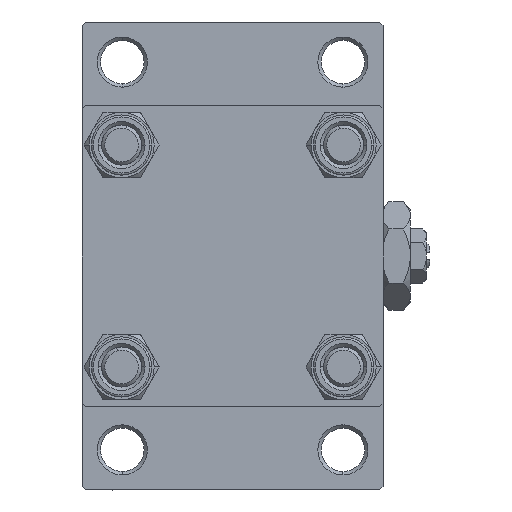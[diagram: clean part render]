
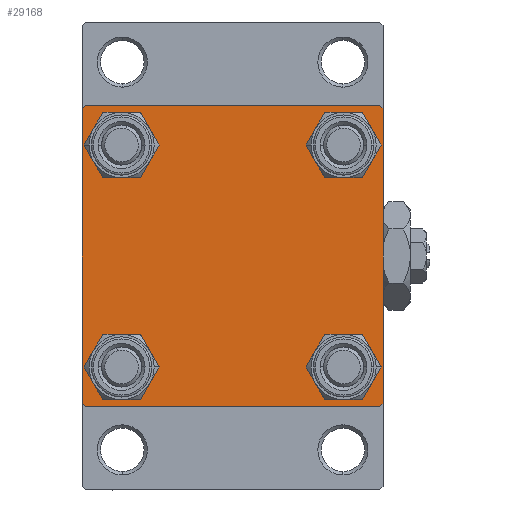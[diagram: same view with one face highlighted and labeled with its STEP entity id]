
A CAD part, left-side view. The second image highlights one B-rep face of the part: STEP entity #29168.
In plain terms, the highlighted planar face has unit normal (-1, 0, 0).
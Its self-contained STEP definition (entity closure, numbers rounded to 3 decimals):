
#198 = CIRCLE ( 'NONE', #12995, 3.5 ) ;
#625 = EDGE_LOOP ( 'NONE', ( #48545, #34721 ) ) ;
#959 = CARTESIAN_POINT ( 'NONE',  ( 0., -16.6, -20.1 ) ) ;
#1684 = EDGE_CURVE ( 'NONE', #26150, #5280, #2191, .T. ) ;
#2037 = CARTESIAN_POINT ( 'NONE',  ( 0., -22.25, 22.25 ) ) ;
#2191 = CIRCLE ( 'NONE', #40616, 3.5 ) ;
#2241 = CARTESIAN_POINT ( 'NONE',  ( 0., 16.6, 13.1 ) ) ;
#2519 = CARTESIAN_POINT ( 'NONE',  ( 0., 16.6, -16.6 ) ) ;
#2572 = EDGE_CURVE ( 'NONE', #3956, #41202, #2960, .T. ) ;
#2605 = EDGE_LOOP ( 'NONE', ( #11917, #9353 ) ) ;
#2666 = DIRECTION ( 'NONE',  ( 0., 0., -1. ) ) ;
#2960 = LINE ( 'NONE', #29512, #39845 ) ;
#3101 = CIRCLE ( 'NONE', #23886, 3.5 ) ;
#3765 = FACE_BOUND ( 'NONE', #2605, .T. ) ;
#3956 = VERTEX_POINT ( 'NONE', #44935 ) ;
#4262 = DIRECTION ( 'NONE',  ( 1., 0., 0. ) ) ;
#5041 = AXIS2_PLACEMENT_3D ( 'NONE', #31067, #4262, #8275 ) ;
#5205 = CIRCLE ( 'NONE', #12414, 3.5 ) ;
#5280 = VERTEX_POINT ( 'NONE', #2241 ) ;
#5345 = VECTOR ( 'NONE', #13141, 1000. ) ;
#5799 = LINE ( 'NONE', #2037, #6469 ) ;
#6469 = VECTOR ( 'NONE', #48636, 1000. ) ;
#6612 = EDGE_CURVE ( 'NONE', #27314, #28514, #13187, .T. ) ;
#8275 = DIRECTION ( 'NONE',  ( 0., 0., 1. ) ) ;
#9353 = ORIENTED_EDGE ( 'NONE', *, *, #40230, .T. ) ;
#10576 = CARTESIAN_POINT ( 'NONE',  ( 0., 16.6, -20.1 ) ) ;
#10713 = CIRCLE ( 'NONE', #30711, 3.5 ) ;
#11302 = FACE_OUTER_BOUND ( 'NONE', #15515, .T. ) ;
#11738 = CIRCLE ( 'NONE', #27719, 3.5 ) ;
#11917 = ORIENTED_EDGE ( 'NONE', *, *, #1684, .T. ) ;
#12414 = AXIS2_PLACEMENT_3D ( 'NONE', #27341, #44327, #46645 ) ;
#12569 = CARTESIAN_POINT ( 'NONE',  ( 0., 22.5, 22.5 ) ) ;
#12585 = EDGE_CURVE ( 'NONE', #24473, #27314, #25054, .T. ) ;
#12824 = DIRECTION ( 'NONE',  ( 0., 0.707, -0.707 ) ) ;
#12969 = DIRECTION ( 'NONE',  ( 1., 0., 0. ) ) ;
#12975 = ORIENTED_EDGE ( 'NONE', *, *, #14622, .T. ) ;
#12995 = AXIS2_PLACEMENT_3D ( 'NONE', #22134, #49187, #41419 ) ;
#13141 = DIRECTION ( 'NONE',  ( 0., -1., 0. ) ) ;
#13187 = LINE ( 'NONE', #31742, #15946 ) ;
#14622 = EDGE_CURVE ( 'NONE', #23385, #27177, #30495, .T. ) ;
#14832 = DIRECTION ( 'NONE',  ( 0., 0., 1. ) ) ;
#15210 = VECTOR ( 'NONE', #32073, 1000. ) ;
#15294 = ORIENTED_EDGE ( 'NONE', *, *, #2572, .T. ) ;
#15515 = EDGE_LOOP ( 'NONE', ( #27731, #43161, #25747, #15294, #19849, #22268, #47540, #24880 ) ) ;
#15648 = ORIENTED_EDGE ( 'NONE', *, *, #17824, .T. ) ;
#15717 = DIRECTION ( 'NONE',  ( 0., 0., 1. ) ) ;
#15946 = VECTOR ( 'NONE', #28477, 1000. ) ;
#17786 = DIRECTION ( 'NONE',  ( 1., 0., 0. ) ) ;
#17824 = EDGE_CURVE ( 'NONE', #27516, #18343, #198, .T. ) ;
#18343 = VERTEX_POINT ( 'NONE', #38202 ) ;
#18520 = AXIS2_PLACEMENT_3D ( 'NONE', #39480, #20693, #40251 ) ;
#19162 = DIRECTION ( 'NONE',  ( 0., 0., 1. ) ) ;
#19385 = EDGE_CURVE ( 'NONE', #28514, #3956, #20935, .T. ) ;
#19442 = CIRCLE ( 'NONE', #5041, 3.5 ) ;
#19527 = CARTESIAN_POINT ( 'NONE',  ( 0., 22.5, -22. ) ) ;
#19849 = ORIENTED_EDGE ( 'NONE', *, *, #48480, .F. ) ;
#20483 = VERTEX_POINT ( 'NONE', #959 ) ;
#20693 = DIRECTION ( 'NONE',  ( 1., 0., 0. ) ) ;
#20733 = VERTEX_POINT ( 'NONE', #23876 ) ;
#20935 = LINE ( 'NONE', #47490, #5345 ) ;
#22039 = DIRECTION ( 'NONE',  ( 0., 0., 1. ) ) ;
#22134 = CARTESIAN_POINT ( 'NONE',  ( 0., -16.6, 16.6 ) ) ;
#22268 = ORIENTED_EDGE ( 'NONE', *, *, #34652, .T. ) ;
#22669 = EDGE_CURVE ( 'NONE', #27177, #23385, #11738, .T. ) ;
#22808 = DIRECTION ( 'NONE',  ( 0., 0., 1. ) ) ;
#23056 = FACE_BOUND ( 'NONE', #625, .T. ) ;
#23385 = VERTEX_POINT ( 'NONE', #40728 ) ;
#23876 = CARTESIAN_POINT ( 'NONE',  ( 0., -22., 22.5 ) ) ;
#23886 = AXIS2_PLACEMENT_3D ( 'NONE', #25964, #41246, #19162 ) ;
#24057 = EDGE_LOOP ( 'NONE', ( #12975, #37501 ) ) ;
#24473 = VERTEX_POINT ( 'NONE', #36724 ) ;
#24880 = ORIENTED_EDGE ( 'NONE', *, *, #28086, .T. ) ;
#25054 = LINE ( 'NONE', #47103, #15210 ) ;
#25747 = ORIENTED_EDGE ( 'NONE', *, *, #19385, .T. ) ;
#25964 = CARTESIAN_POINT ( 'NONE',  ( 0., -16.6, 16.6 ) ) ;
#26150 = VERTEX_POINT ( 'NONE', #46404 ) ;
#26641 = EDGE_CURVE ( 'NONE', #18343, #27516, #3101, .T. ) ;
#27177 = VERTEX_POINT ( 'NONE', #10576 ) ;
#27314 = VERTEX_POINT ( 'NONE', #19527 ) ;
#27341 = CARTESIAN_POINT ( 'NONE',  ( 0., -16.6, -16.6 ) ) ;
#27516 = VERTEX_POINT ( 'NONE', #39331 ) ;
#27719 = AXIS2_PLACEMENT_3D ( 'NONE', #2519, #17786, #22039 ) ;
#27731 = ORIENTED_EDGE ( 'NONE', *, *, #12585, .T. ) ;
#28086 = EDGE_CURVE ( 'NONE', #29138, #24473, #29116, .T. ) ;
#28324 = VERTEX_POINT ( 'NONE', #30262 ) ;
#28477 = DIRECTION ( 'NONE',  ( 0., -0.707, -0.707 ) ) ;
#28514 = VERTEX_POINT ( 'NONE', #29224 ) ;
#29116 = LINE ( 'NONE', #43400, #46323 ) ;
#29138 = VERTEX_POINT ( 'NONE', #48653 ) ;
#29168 = ADVANCED_FACE ( 'NONE', ( #41137, #23056, #30803, #3765, #11302 ), #49382, .T. ) ;
#29213 = CARTESIAN_POINT ( 'NONE',  ( 0., -22.5, 22.5 ) ) ;
#29224 = CARTESIAN_POINT ( 'NONE',  ( 0., 22., -22.5 ) ) ;
#29512 = CARTESIAN_POINT ( 'NONE',  ( 0., -22.25, -22.25 ) ) ;
#29687 = EDGE_CURVE ( 'NONE', #29138, #20733, #46668, .T. ) ;
#29848 = CARTESIAN_POINT ( 'NONE',  ( 0., 0., 0. ) ) ;
#29995 = ORIENTED_EDGE ( 'NONE', *, *, #26641, .T. ) ;
#30262 = CARTESIAN_POINT ( 'NONE',  ( 0., -22.5, 22. ) ) ;
#30377 = DIRECTION ( 'NONE',  ( 1., 0., 0. ) ) ;
#30495 = CIRCLE ( 'NONE', #18520, 3.5 ) ;
#30711 = AXIS2_PLACEMENT_3D ( 'NONE', #39289, #12969, #15717 ) ;
#30803 = FACE_BOUND ( 'NONE', #24057, .T. ) ;
#31067 = CARTESIAN_POINT ( 'NONE',  ( 0., 16.6, 16.6 ) ) ;
#31742 = CARTESIAN_POINT ( 'NONE',  ( 0., 22.25, -22.25 ) ) ;
#32073 = DIRECTION ( 'NONE',  ( 0., 0., -1. ) ) ;
#34652 = EDGE_CURVE ( 'NONE', #28324, #20733, #5799, .T. ) ;
#34721 = ORIENTED_EDGE ( 'NONE', *, *, #42394, .T. ) ;
#35346 = CARTESIAN_POINT ( 'NONE',  ( 0., -22.5, -22. ) ) ;
#36724 = CARTESIAN_POINT ( 'NONE',  ( 0., 22.5, 22. ) ) ;
#37501 = ORIENTED_EDGE ( 'NONE', *, *, #22669, .T. ) ;
#37656 = CARTESIAN_POINT ( 'NONE',  ( 0., 16.6, 16.6 ) ) ;
#38202 = CARTESIAN_POINT ( 'NONE',  ( 0., -16.6, 13.1 ) ) ;
#39289 = CARTESIAN_POINT ( 'NONE',  ( 0., -16.6, -16.6 ) ) ;
#39331 = CARTESIAN_POINT ( 'NONE',  ( 0., -16.6, 20.1 ) ) ;
#39480 = CARTESIAN_POINT ( 'NONE',  ( 0., 16.6, -16.6 ) ) ;
#39845 = VECTOR ( 'NONE', #48565, 1000. ) ;
#40230 = EDGE_CURVE ( 'NONE', #5280, #26150, #19442, .T. ) ;
#40251 = DIRECTION ( 'NONE',  ( 0., 0., 1. ) ) ;
#40616 = AXIS2_PLACEMENT_3D ( 'NONE', #37656, #30377, #14832 ) ;
#40728 = CARTESIAN_POINT ( 'NONE',  ( 0., 16.6, -13.1 ) ) ;
#41137 = FACE_BOUND ( 'NONE', #41875, .T. ) ;
#41202 = VERTEX_POINT ( 'NONE', #35346 ) ;
#41246 = DIRECTION ( 'NONE',  ( 1., 0., 0. ) ) ;
#41419 = DIRECTION ( 'NONE',  ( 0., 0., 1. ) ) ;
#41579 = AXIS2_PLACEMENT_3D ( 'NONE', #29848, #46100, #22808 ) ;
#41875 = EDGE_LOOP ( 'NONE', ( #15648, #29995 ) ) ;
#42350 = VERTEX_POINT ( 'NONE', #46558 ) ;
#42394 = EDGE_CURVE ( 'NONE', #20483, #42350, #10713, .T. ) ;
#43161 = ORIENTED_EDGE ( 'NONE', *, *, #6612, .T. ) ;
#43400 = CARTESIAN_POINT ( 'NONE',  ( 0., 22.25, 22.25 ) ) ;
#43648 = DIRECTION ( 'NONE',  ( 0., -1., 0. ) ) ;
#44327 = DIRECTION ( 'NONE',  ( 1., 0., 0. ) ) ;
#44935 = CARTESIAN_POINT ( 'NONE',  ( 0., -22., -22.5 ) ) ;
#46100 = DIRECTION ( 'NONE',  ( -1., 0., 0. ) ) ;
#46323 = VECTOR ( 'NONE', #12824, 1000. ) ;
#46404 = CARTESIAN_POINT ( 'NONE',  ( 0., 16.6, 20.1 ) ) ;
#46558 = CARTESIAN_POINT ( 'NONE',  ( 0., -16.6, -13.1 ) ) ;
#46645 = DIRECTION ( 'NONE',  ( 0., 0., 1. ) ) ;
#46668 = LINE ( 'NONE', #12569, #47984 ) ;
#47103 = CARTESIAN_POINT ( 'NONE',  ( 0., 22.5, 22.5 ) ) ;
#47490 = CARTESIAN_POINT ( 'NONE',  ( 0., 22.5, -22.5 ) ) ;
#47540 = ORIENTED_EDGE ( 'NONE', *, *, #29687, .F. ) ;
#47984 = VECTOR ( 'NONE', #43648, 1000. ) ;
#48264 = LINE ( 'NONE', #29213, #49245 ) ;
#48480 = EDGE_CURVE ( 'NONE', #28324, #41202, #48264, .T. ) ;
#48545 = ORIENTED_EDGE ( 'NONE', *, *, #48958, .T. ) ;
#48565 = DIRECTION ( 'NONE',  ( 0., -0.707, 0.707 ) ) ;
#48636 = DIRECTION ( 'NONE',  ( 0., 0.707, 0.707 ) ) ;
#48653 = CARTESIAN_POINT ( 'NONE',  ( 0., 22., 22.5 ) ) ;
#48958 = EDGE_CURVE ( 'NONE', #42350, #20483, #5205, .T. ) ;
#49187 = DIRECTION ( 'NONE',  ( 1., 0., 0. ) ) ;
#49245 = VECTOR ( 'NONE', #2666, 1000. ) ;
#49382 = PLANE ( 'NONE',  #41579 ) ;
